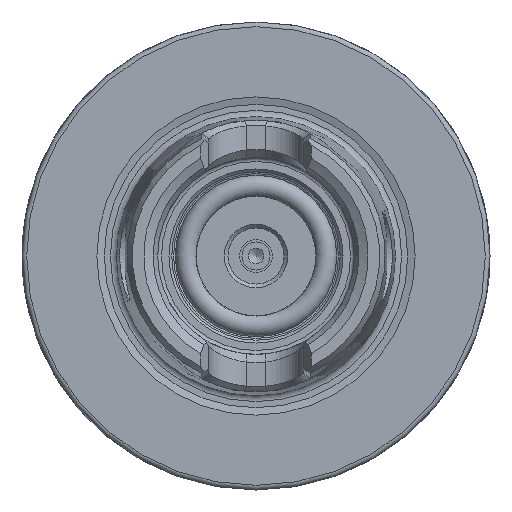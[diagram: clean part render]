
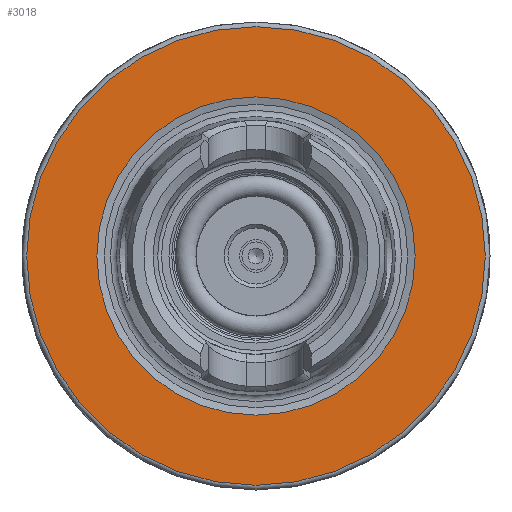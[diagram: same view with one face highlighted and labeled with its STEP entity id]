
A CAD part, left-side view. The second image highlights one B-rep face of the part: STEP entity #3018.
In plain terms, the highlighted planar face has unit normal (-1, 0, 0).
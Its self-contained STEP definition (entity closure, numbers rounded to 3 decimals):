
#2987=CARTESIAN_POINT('',(0.0,24.5,0.0));
#2988=VERTEX_POINT('',#2987);
#2989=CARTESIAN_POINT('',(0.0,0.0,0.0));
#2990=DIRECTION('',(1.0,0.0,0.0));
#2991=DIRECTION('',(0.0,1.0,0.0));
#2992=AXIS2_PLACEMENT_3D('',#2989,#2990,#2991);
#2993=CIRCLE('',#2992,24.5);
#2994=EDGE_CURVE('',#2988,#2988,#2993,.T.);
#2999=CARTESIAN_POINT('',(0.0,20.75,0.0));
#3000=DIRECTION('',(-1.0,0.0,0.0));
#3001=DIRECTION('',(0.0,0.0,1.0));
#3002=AXIS2_PLACEMENT_3D('',#2999,#3000,#3001);
#3003=PLANE('',#3002);
#3004=ORIENTED_EDGE('',*,*,#2994,.F.);
#3005=EDGE_LOOP('',(#3004));
#3006=FACE_OUTER_BOUND('',#3005,.T.);
#3007=CARTESIAN_POINT('',(0.0,17.,0.0));
#3008=VERTEX_POINT('',#3007);
#3009=CARTESIAN_POINT('',(0.0,0.0,0.0));
#3010=DIRECTION('',(1.0,0.0,0.0));
#3011=DIRECTION('',(0.0,1.0,0.0));
#3012=AXIS2_PLACEMENT_3D('',#3009,#3010,#3011);
#3013=CIRCLE('',#3012,17.);
#3014=EDGE_CURVE('',#3008,#3008,#3013,.T.);
#3015=ORIENTED_EDGE('',*,*,#3014,.T.);
#3016=EDGE_LOOP('',(#3015));
#3017=FACE_BOUND('',#3016,.T.);
#3018=ADVANCED_FACE('',(#3006,#3017),#3003,.T.);
